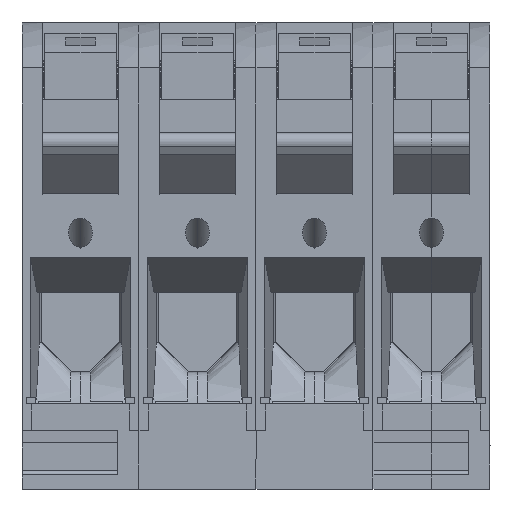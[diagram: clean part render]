
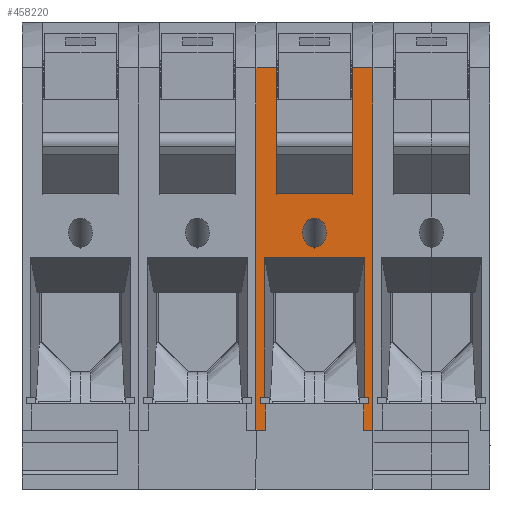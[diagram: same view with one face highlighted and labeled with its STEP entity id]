
A CAD part, front view. The second image highlights one B-rep face of the part: STEP entity #458220.
In plain terms, the highlighted face is planar.
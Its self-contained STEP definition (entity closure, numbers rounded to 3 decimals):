
#29250=CARTESIAN_POINT('',(-46.016,-4.161,
-23.));
#29260=VERTEX_POINT('',#29250);
#29430=CARTESIAN_POINT('',(-46.016,-9.846,
-23.));
#29440=VERTEX_POINT('',#29430);
#29470=CARTESIAN_POINT('',(-46.016,-49.182,
-23.));
#29480=DIRECTION('',(0.,1.,0.));
#29490=VECTOR('',#29480,1.);
#29500=LINE('',#29470,#29490);
#29510=EDGE_CURVE('',#29440,#29260,#29500,.T.);
#42170=CARTESIAN_POINT('',(-46.016,-4.161,
2.));
#42180=DIRECTION('',(0.,0.,-1.));
#42190=VECTOR('',#42180,1.);
#42200=LINE('',#42170,#42190);
#42210=CARTESIAN_POINT('',(-46.016,-4.161,
0.));
#42220=VERTEX_POINT('',#42210);
#42230=CARTESIAN_POINT('',(-46.016,-4.161,
-2.));
#42240=VERTEX_POINT('',#42230);
#42250=EDGE_CURVE('',#42220,#42240,#42200,.T.);
#43320=CARTESIAN_POINT('',(-46.016,-9.846,
-2.));
#43330=VERTEX_POINT('',#43320);
#43380=CARTESIAN_POINT('',(-46.016,-49.182,
-2.));
#43390=DIRECTION('',(0.,1.,0.));
#43400=VECTOR('',#43390,1.);
#43410=LINE('',#43380,#43400);
#43420=EDGE_CURVE('',#43330,#42240,#43410,.T.);
#48080=CARTESIAN_POINT('',(-46.016,-9.846,
-24.));
#48090=VERTEX_POINT('',#48080);
#48120=CARTESIAN_POINT('',(-46.016,-9.846,
2.));
#48130=DIRECTION('',(0.,0.,-1.));
#48140=VECTOR('',#48130,1.);
#48150=LINE('',#48120,#48140);
#48160=EDGE_CURVE('',#29440,#48090,#48150,.T.);
#48210=CARTESIAN_POINT('',(-46.016,-9.846,
-1.));
#48220=VERTEX_POINT('',#48210);
#48230=EDGE_CURVE('',#48220,#43330,#48150,.T.);
#48630=CARTESIAN_POINT('',(-46.016,-49.182,
-1.));
#48640=DIRECTION('',(0.,-1.,0.));
#48650=VECTOR('',#48640,1.);
#48660=LINE('',#48630,#48650);
#48670=CARTESIAN_POINT('',(-46.016,-11.246,
-1.));
#48680=VERTEX_POINT('',#48670);
#48690=EDGE_CURVE('',#48220,#48680,#48660,.T.);
#49360=CARTESIAN_POINT('',(-46.016,-11.246,
-1.757));
#49370=VERTEX_POINT('',#49360);
#49400=CARTESIAN_POINT('',(-46.016,-49.182,
-1.757));
#49410=DIRECTION('',(0.,1.,0.));
#49420=VECTOR('',#49410,1.);
#49430=LINE('',#49400,#49420);
#49440=CARTESIAN_POINT('',(-46.016,-41.126,
-1.757));
#49450=VERTEX_POINT('',#49440);
#49460=EDGE_CURVE('',#49450,#49370,#49430,.T.);
#55930=CARTESIAN_POINT('',(-46.016,-41.126,
-23.243));
#55940=VERTEX_POINT('',#55930);
#55970=CARTESIAN_POINT('',(-46.016,-49.182,
-23.243));
#55980=DIRECTION('',(0.,1.,0.));
#55990=VECTOR('',#55980,1.);
#56000=LINE('',#55970,#55990);
#56010=CARTESIAN_POINT('',(-46.016,-11.246,
-23.243));
#56020=VERTEX_POINT('',#56010);
#56030=EDGE_CURVE('',#55940,#56020,#56000,.T.);
#56470=CARTESIAN_POINT('',(-46.016,-11.246,
-24.));
#56480=VERTEX_POINT('',#56470);
#56510=CARTESIAN_POINT('',(-46.016,-49.182,
-24.));
#56520=DIRECTION('',(0.,-1.,0.));
#56530=VECTOR('',#56520,1.);
#56540=LINE('',#56510,#56530);
#56550=EDGE_CURVE('',#48090,#56480,#56540,.T.);
#56990=CARTESIAN_POINT('',(-46.016,-11.246,
2.));
#57000=DIRECTION('',(0.,0.,-1.));
#57010=VECTOR('',#57000,1.);
#57020=LINE('',#56990,#57010);
#57030=EDGE_CURVE('',#56020,#56480,#57020,.T.);
#62410=CARTESIAN_POINT('',(-46.016,-41.126,
2.));
#62420=DIRECTION('',(0.,0.,-1.));
#62430=VECTOR('',#62420,1.);
#62440=LINE('',#62410,#62430);
#62450=EDGE_CURVE('',#49450,#55940,#62440,.T.);
#65870=CARTESIAN_POINT('',(-46.016,-11.246,
2.));
#65880=DIRECTION('',(0.,0.,-1.));
#65890=VECTOR('',#65880,1.);
#65900=LINE('',#65870,#65890);
#65910=EDGE_CURVE('',#48680,#49370,#65900,.T.);
#67070=CARTESIAN_POINT('',(-46.016,-54.848,
-20.65));
#67080=VERTEX_POINT('',#67070);
#68160=CARTESIAN_POINT('',(-46.016,-81.617,
-20.65));
#68170=VERTEX_POINT('',#68160);
#68200=CARTESIAN_POINT('',(-46.016,-49.182,
-20.65));
#68210=DIRECTION('',(0.,-1.,0.));
#68220=VECTOR('',#68210,1.);
#68230=LINE('',#68200,#68220);
#68240=EDGE_CURVE('',#67080,#68170,#68230,.T.);
#69450=CARTESIAN_POINT('',(-46.016,-54.848,
-4.35));
#69460=VERTEX_POINT('',#69450);
#69490=CARTESIAN_POINT('',(-46.016,-49.182,
-4.35));
#69500=DIRECTION('',(0.,1.,0.));
#69510=VECTOR('',#69500,1.);
#69520=LINE('',#69490,#69510);
#69530=CARTESIAN_POINT('',(-46.016,-81.617,
-4.35));
#69540=VERTEX_POINT('',#69530);
#69550=EDGE_CURVE('',#69540,#69460,#69520,.T.);
#70160=CARTESIAN_POINT('',(-46.016,-54.848,
2.));
#70170=DIRECTION('',(0.,0.,1.));
#70180=VECTOR('',#70170,1.);
#70190=LINE('',#70160,#70180);
#70200=EDGE_CURVE('',#67080,#69460,#70190,.T.);
#82590=CARTESIAN_POINT('',(-46.016,-81.617,
0.));
#82600=VERTEX_POINT('',#82590);
#84480=CARTESIAN_POINT('',(-46.016,-49.182,
0.));
#84490=DIRECTION('',(0.,1.,0.));
#84500=VECTOR('',#84490,1.);
#84510=LINE('',#84480,#84500);
#84520=EDGE_CURVE('',#82600,#42220,#84510,.T.);
#280060=CARTESIAN_POINT('',(-46.016,-49.549,
-12.5));
#280070=VERTEX_POINT('',#280060);
#280120=CARTESIAN_POINT('',(-46.016,-46.436,
-12.5));
#280130=DIRECTION('',(-1.,0.,0.));
#280140=DIRECTION('',(0.,-1.,0.));
#280150=AXIS2_PLACEMENT_3D('',#280120,#280130,#280140);
#280160=ELLIPSE('',#280150,3.113,2.55);
#280170=CARTESIAN_POINT('',(-46.016,-49.495,
-12.975));
#280180=VERTEX_POINT('',#280170);
#280190=EDGE_CURVE('',#280180,#280070,#280160,.T.);
#280210=CARTESIAN_POINT('',(-46.016,-43.323,
-12.5));
#280220=VERTEX_POINT('',#280210);
#280230=EDGE_CURVE('',#280220,#280180,#280160,.T.);
#338370=EDGE_CURVE('',#280070,#280220,#280160,.T.);
#352090=CARTESIAN_POINT('',(-46.016,-81.617,
-25.));
#352100=DIRECTION('',(1.,0.,0.));
#352110=DIRECTION('',(0.,-1.,0.));
#352120=AXIS2_PLACEMENT_3D('',#352090,#352100,#352110);
#352130=PLANE('',#352120);
#436350=CARTESIAN_POINT('',(-46.016,-4.161,
-25.));
#436360=VERTEX_POINT('',#436350);
#436390=CARTESIAN_POINT('',(-46.016,-49.182,
-25.));
#436400=DIRECTION('',(0.,1.,0.));
#436410=VECTOR('',#436400,1.);
#436420=LINE('',#436390,#436410);
#436430=CARTESIAN_POINT('',(-46.016,-81.617,
-25.));
#436440=VERTEX_POINT('',#436430);
#436450=EDGE_CURVE('',#436440,#436360,#436420,.T.);
#456480=CARTESIAN_POINT('',(-46.016,-4.161,
2.));
#456490=DIRECTION('',(0.,0.,-1.));
#456500=VECTOR('',#456490,1.);
#456510=LINE('',#456480,#456500);
#456520=EDGE_CURVE('',#29260,#436360,#456510,.T.);
#457850=ORIENTED_EDGE('',*,*,#280190,.F.);
#457860=ORIENTED_EDGE('',*,*,#338370,.F.);
#457870=ORIENTED_EDGE('',*,*,#280230,.F.);
#457880=EDGE_LOOP('',(#457870,#457860,#457850));
#457890=FACE_BOUND('',#457880,.T.);
#457900=ORIENTED_EDGE('',*,*,#456520,.T.);
#457910=ORIENTED_EDGE('',*,*,#29510,.T.);
#457920=ORIENTED_EDGE('',*,*,#48160,.F.);
#457930=ORIENTED_EDGE('',*,*,#56550,.F.);
#457940=ORIENTED_EDGE('',*,*,#57030,.T.);
#457950=ORIENTED_EDGE('',*,*,#56030,.T.);
#457960=ORIENTED_EDGE('',*,*,#62450,.T.);
#457970=ORIENTED_EDGE('',*,*,#49460,.F.);
#457980=ORIENTED_EDGE('',*,*,#65910,.T.);
#457990=ORIENTED_EDGE('',*,*,#48690,.T.);
#458000=ORIENTED_EDGE('',*,*,#48230,.F.);
#458010=ORIENTED_EDGE('',*,*,#43420,.F.);
#458020=ORIENTED_EDGE('',*,*,#42250,.T.);
#458030=ORIENTED_EDGE('',*,*,#84520,.T.);
#458040=CARTESIAN_POINT('',(-46.016,-81.617,
25.));
#458050=DIRECTION('',(0.,0.,1.));
#458060=VECTOR('',#458050,1.);
#458070=LINE('',#458040,#458060);
#458080=EDGE_CURVE('',#69540,#82600,#458070,.T.);
#458090=ORIENTED_EDGE('',*,*,#458080,.T.);
#458100=ORIENTED_EDGE('',*,*,#69550,.F.);
#458110=ORIENTED_EDGE('',*,*,#70200,.T.);
#458120=ORIENTED_EDGE('',*,*,#68240,.F.);
#458130=CARTESIAN_POINT('',(-46.016,-81.617,
-25.));
#458140=DIRECTION('',(0.,0.,-1.));
#458150=VECTOR('',#458140,1.);
#458160=LINE('',#458130,#458150);
#458170=EDGE_CURVE('',#68170,#436440,#458160,.T.);
#458180=ORIENTED_EDGE('',*,*,#458170,.F.);
#458190=ORIENTED_EDGE('',*,*,#436450,.F.);
#458200=EDGE_LOOP('',(#458190,#458180,#458120,#458110,#458100,#458090,
#458030,#458020,#458010,#458000,#457990,#457980,#457970,#457960,#457950,
#457940,#457930,#457920,#457910,#457900));
#458210=FACE_OUTER_BOUND('',#458200,.T.);
#458220=ADVANCED_FACE('',(#457890,#458210),#352130,.F.);
